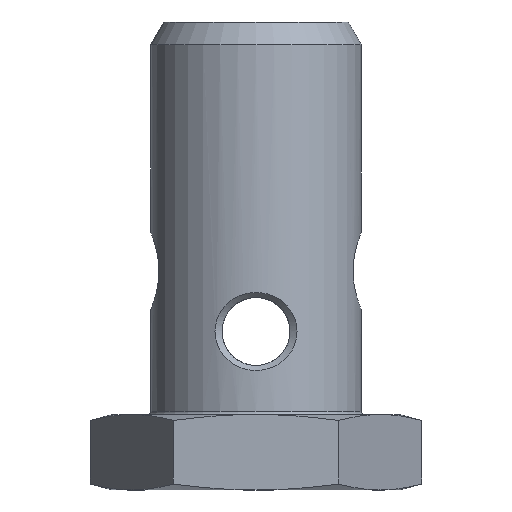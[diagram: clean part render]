
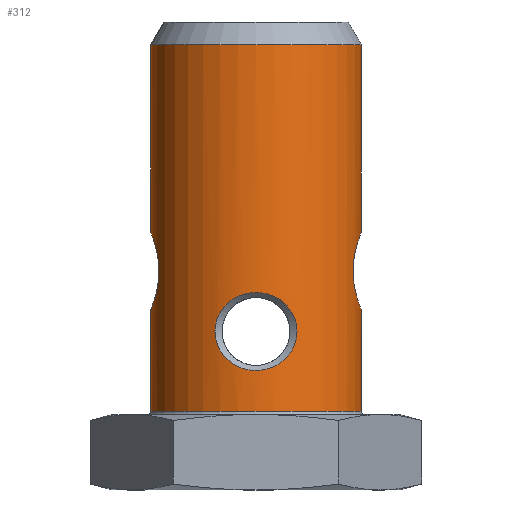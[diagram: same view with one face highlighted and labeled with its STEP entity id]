
A CAD part, left-side view. The second image highlights one B-rep face of the part: STEP entity #312.
In plain terms, the highlighted cylindrical face has radius 6.98 mm (diameter 13.96 mm), a full revolution.
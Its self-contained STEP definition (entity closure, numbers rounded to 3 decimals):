
#145=CARTESIAN_POINT('',(-2.717,-6.429,9.5));
#146=VERTEX_POINT('',#145);
#179=CARTESIAN_POINT('',(-2.717,-6.43,9.5));
#180=CARTESIAN_POINT('',(-2.717,-6.43,9.371));
#181=CARTESIAN_POINT('',(-2.703,-6.435,9.093));
#182=CARTESIAN_POINT('',(-2.529,-6.508,8.469));
#183=CARTESIAN_POINT('',(-2.156,-6.644,7.887));
#184=CARTESIAN_POINT('',(-1.562,-6.817,7.327));
#185=CARTESIAN_POINT('',(-0.637,-6.987,6.898));
#186=CARTESIAN_POINT('',(1.067,-6.993,6.895));
#187=CARTESIAN_POINT('',(2.434,-6.56,7.941));
#188=CARTESIAN_POINT('',(2.812,-6.385,9.5));
#189=CARTESIAN_POINT('',(2.435,-6.563,11.059));
#190=CARTESIAN_POINT('',(1.064,-6.992,12.105));
#191=CARTESIAN_POINT('',(-0.639,-6.987,12.101));
#192=CARTESIAN_POINT('',(-1.561,-6.817,11.674));
#193=CARTESIAN_POINT('',(-2.156,-6.643,11.113));
#194=CARTESIAN_POINT('',(-2.529,-6.508,10.532));
#195=CARTESIAN_POINT('',(-2.703,-6.435,9.907));
#196=CARTESIAN_POINT('',(-2.717,-6.43,9.629));
#197=CARTESIAN_POINT('',(-2.717,-6.43,9.5));
#198=B_SPLINE_CURVE_WITH_KNOTS('',3,(#179,#180,#181,#182,#183,#184,#185,#186,#187,#188,#189,#190,#191,#192,#193,#194,#195,#196,#197),.UNSPECIFIED.,.T.,.U.,(4,1,1,1,1,1,1,1,1,1,1,1,1,1,1,1,4),(-1.63,-1.572,-1.514,-1.456,-1.397,-1.281,-1.165,-0.932,-0.815,-0.699,-0.466,-0.349,-0.233,-0.175,-0.116,-0.058,0.0),.UNSPECIFIED.);
#199=EDGE_CURVE('',#146,#146,#198,.T.);
#204=CARTESIAN_POINT('',(0.0,0.0,0.0));
#205=DIRECTION('',(0.0,0.0,1.0));
#206=DIRECTION('',(-1.0,0.0,0.0));
#207=AXIS2_PLACEMENT_3D('',#204,#205,#206);
#208=CYLINDRICAL_SURFACE('',#207,6.98);
#209=CARTESIAN_POINT('',(6.98,0.,0.2));
#210=VERTEX_POINT('',#209);
#211=CARTESIAN_POINT('',(0.0,0.0,0.2));
#212=DIRECTION('',(0.0,0.0,-1.0));
#213=DIRECTION('',(-1.0,0.0,0.0));
#214=AXIS2_PLACEMENT_3D('',#211,#212,#213);
#215=CIRCLE('',#214,6.98);
#216=EDGE_CURVE('',#210,#210,#215,.T.);
#217=ORIENTED_EDGE('',*,*,#216,.F.);
#218=EDGE_LOOP('',(#217));
#219=FACE_OUTER_BOUND('',#218,.T.);
#220=CARTESIAN_POINT('',(-2.717,6.429,9.5));
#221=VERTEX_POINT('',#220);
#222=CARTESIAN_POINT('',(-2.717,6.43,9.5));
#223=CARTESIAN_POINT('',(-2.717,6.43,9.629));
#224=CARTESIAN_POINT('',(-2.703,6.435,9.907));
#225=CARTESIAN_POINT('',(-2.529,6.508,10.531));
#226=CARTESIAN_POINT('',(-2.156,6.644,11.113));
#227=CARTESIAN_POINT('',(-1.562,6.817,11.673));
#228=CARTESIAN_POINT('',(-0.637,6.987,12.102));
#229=CARTESIAN_POINT('',(1.067,6.993,12.105));
#230=CARTESIAN_POINT('',(2.434,6.56,11.059));
#231=CARTESIAN_POINT('',(2.812,6.385,9.5));
#232=CARTESIAN_POINT('',(2.435,6.563,7.941));
#233=CARTESIAN_POINT('',(1.064,6.992,6.895));
#234=CARTESIAN_POINT('',(-0.639,6.987,6.899));
#235=CARTESIAN_POINT('',(-1.561,6.817,7.326));
#236=CARTESIAN_POINT('',(-2.156,6.643,7.887));
#237=CARTESIAN_POINT('',(-2.529,6.508,8.468));
#238=CARTESIAN_POINT('',(-2.703,6.435,9.093));
#239=CARTESIAN_POINT('',(-2.717,6.43,9.371));
#240=CARTESIAN_POINT('',(-2.717,6.43,9.5));
#241=B_SPLINE_CURVE_WITH_KNOTS('',3,(#222,#223,#224,#225,#226,#227,#228,#229,#230,#231,#232,#233,#234,#235,#236,#237,#238,#239,#240),.UNSPECIFIED.,.T.,.U.,(4,1,1,1,1,1,1,1,1,1,1,1,1,1,1,1,4),(-1.63,-1.572,-1.514,-1.456,-1.397,-1.281,-1.165,-0.932,-0.815,-0.699,-0.466,-0.349,-0.233,-0.175,-0.116,-0.058,0.0),.UNSPECIFIED.);
#242=EDGE_CURVE('',#221,#221,#241,.T.);
#243=ORIENTED_EDGE('',*,*,#242,.F.);
#244=EDGE_LOOP('',(#243));
#245=FACE_BOUND('',#244,.T.);
#246=CARTESIAN_POINT('',(6.429,2.717,5.5));
#247=VERTEX_POINT('',#246);
#248=CARTESIAN_POINT('',(6.43,2.717,5.5));
#249=CARTESIAN_POINT('',(6.43,2.717,5.629));
#250=CARTESIAN_POINT('',(6.435,2.703,5.906));
#251=CARTESIAN_POINT('',(6.508,2.529,6.531));
#252=CARTESIAN_POINT('',(6.644,2.156,7.113));
#253=CARTESIAN_POINT('',(6.817,1.563,7.673));
#254=CARTESIAN_POINT('',(6.987,0.638,8.101));
#255=CARTESIAN_POINT('',(6.993,-1.067,8.104));
#256=CARTESIAN_POINT('',(6.56,-2.434,7.059));
#257=CARTESIAN_POINT('',(6.385,-2.812,5.5));
#258=CARTESIAN_POINT('',(6.563,-2.435,3.941));
#259=CARTESIAN_POINT('',(6.992,-1.064,2.895));
#260=CARTESIAN_POINT('',(6.987,0.639,2.9));
#261=CARTESIAN_POINT('',(6.817,1.561,3.326));
#262=CARTESIAN_POINT('',(6.643,2.156,3.887));
#263=CARTESIAN_POINT('',(6.508,2.529,4.468));
#264=CARTESIAN_POINT('',(6.435,2.703,5.093));
#265=CARTESIAN_POINT('',(6.43,2.717,5.371));
#266=CARTESIAN_POINT('',(6.43,2.717,5.5));
#267=B_SPLINE_CURVE_WITH_KNOTS('',3,(#248,#249,#250,#251,#252,#253,#254,#255,#256,#257,#258,#259,#260,#261,#262,#263,#264,#265,#266),.UNSPECIFIED.,.T.,.U.,(4,1,1,1,1,1,1,1,1,1,1,1,1,1,1,1,4),(-1.63,-1.572,-1.514,-1.456,-1.397,-1.281,-1.165,-0.932,-0.815,-0.699,-0.466,-0.349,-0.233,-0.175,-0.116,-0.058,0.0),.UNSPECIFIED.);
#268=EDGE_CURVE('',#247,#247,#267,.T.);
#269=ORIENTED_EDGE('',*,*,#268,.F.);
#270=EDGE_LOOP('',(#269));
#271=FACE_BOUND('',#270,.T.);
#272=CARTESIAN_POINT('',(6.98,0.,24.5));
#273=VERTEX_POINT('',#272);
#274=CARTESIAN_POINT('',(0.0,0.0,24.5));
#275=DIRECTION('',(0.0,0.0,1.0));
#276=DIRECTION('',(-1.0,0.0,0.0));
#277=AXIS2_PLACEMENT_3D('',#274,#275,#276);
#278=CIRCLE('',#277,6.98);
#279=EDGE_CURVE('',#273,#273,#278,.T.);
#280=ORIENTED_EDGE('',*,*,#279,.F.);
#281=EDGE_LOOP('',(#280));
#282=FACE_BOUND('',#281,.T.);
#283=CARTESIAN_POINT('',(-6.429,2.717,5.5));
#284=VERTEX_POINT('',#283);
#285=CARTESIAN_POINT('',(-6.43,2.717,5.5));
#286=CARTESIAN_POINT('',(-6.43,2.717,5.371));
#287=CARTESIAN_POINT('',(-6.435,2.703,5.094));
#288=CARTESIAN_POINT('',(-6.508,2.529,4.469));
#289=CARTESIAN_POINT('',(-6.644,2.156,3.887));
#290=CARTESIAN_POINT('',(-6.817,1.563,3.327));
#291=CARTESIAN_POINT('',(-6.987,0.638,2.899));
#292=CARTESIAN_POINT('',(-6.993,-1.067,2.896));
#293=CARTESIAN_POINT('',(-6.56,-2.434,3.941));
#294=CARTESIAN_POINT('',(-6.385,-2.812,5.5));
#295=CARTESIAN_POINT('',(-6.563,-2.435,7.059));
#296=CARTESIAN_POINT('',(-6.992,-1.064,8.105));
#297=CARTESIAN_POINT('',(-6.987,0.639,8.1));
#298=CARTESIAN_POINT('',(-6.817,1.561,7.674));
#299=CARTESIAN_POINT('',(-6.643,2.156,7.113));
#300=CARTESIAN_POINT('',(-6.508,2.529,6.532));
#301=CARTESIAN_POINT('',(-6.435,2.703,5.907));
#302=CARTESIAN_POINT('',(-6.43,2.717,5.629));
#303=CARTESIAN_POINT('',(-6.43,2.717,5.5));
#304=B_SPLINE_CURVE_WITH_KNOTS('',3,(#285,#286,#287,#288,#289,#290,#291,#292,#293,#294,#295,#296,#297,#298,#299,#300,#301,#302,#303),.UNSPECIFIED.,.T.,.U.,(4,1,1,1,1,1,1,1,1,1,1,1,1,1,1,1,4),(-1.63,-1.572,-1.514,-1.456,-1.397,-1.281,-1.165,-0.932,-0.815,-0.699,-0.466,-0.349,-0.233,-0.175,-0.116,-0.058,0.0),.UNSPECIFIED.);
#305=EDGE_CURVE('',#284,#284,#304,.T.);
#306=ORIENTED_EDGE('',*,*,#305,.F.);
#307=EDGE_LOOP('',(#306));
#308=FACE_BOUND('',#307,.T.);
#309=ORIENTED_EDGE('',*,*,#199,.F.);
#310=EDGE_LOOP('',(#309));
#311=FACE_BOUND('',#310,.T.);
#312=ADVANCED_FACE('',(#219,#245,#271,#282,#308,#311),#208,.T.);
